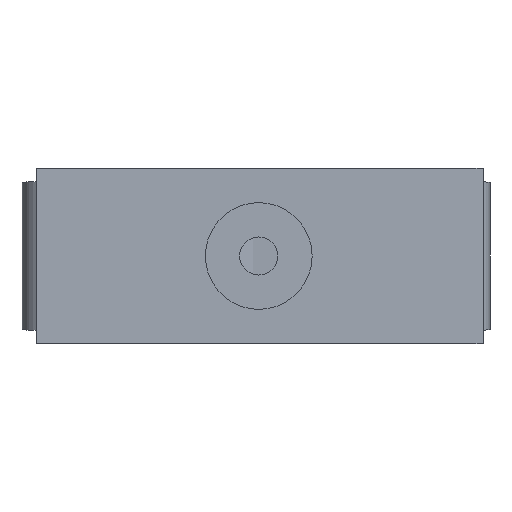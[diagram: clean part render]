
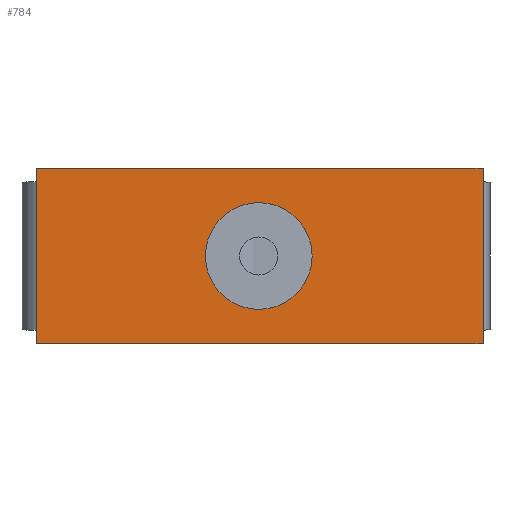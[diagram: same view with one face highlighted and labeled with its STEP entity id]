
A CAD part, front view. The second image highlights one B-rep face of the part: STEP entity #784.
In plain terms, the highlighted planar face has unit normal (0, -1, 0).
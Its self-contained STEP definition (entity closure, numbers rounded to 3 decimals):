
#140=CARTESIAN_POINT('',(7.,-43.8,0.));
#141=VERTEX_POINT('',#140);
#142=CARTESIAN_POINT('',(0.,-43.8,0.0));
#143=DIRECTION('',(0.0,1.0,0.0));
#144=DIRECTION('',(-1.0,0.0,0.0));
#145=AXIS2_PLACEMENT_3D('',#142,#143,#144);
#146=CIRCLE('',#145,7.);
#147=EDGE_CURVE('',#141,#141,#146,.T.);
#725=CARTESIAN_POINT('',(-29.185,-43.8,11.5));
#726=VERTEX_POINT('',#725);
#734=CARTESIAN_POINT('',(-29.185,-43.8,-11.5));
#735=VERTEX_POINT('',#734);
#742=CARTESIAN_POINT('',(-29.185,-43.8,11.5));
#743=DIRECTION('',(0.0,0.0,-1.0));
#744=VECTOR('',#743,23.);
#745=LINE('',#742,#744);
#746=EDGE_CURVE('',#726,#735,#745,.T.);
#751=CARTESIAN_POINT('',(29.415,-43.8,0.0));
#752=DIRECTION('',(0.0,-1.0,0.0));
#753=DIRECTION('',(0.0,0.0,-1.0));
#754=AXIS2_PLACEMENT_3D('',#751,#752,#753);
#755=PLANE('',#754);
#756=CARTESIAN_POINT('',(29.415,-43.8,11.5));
#757=VERTEX_POINT('',#756);
#758=CARTESIAN_POINT('',(29.415,-43.8,11.5));
#759=DIRECTION('',(-1.0,0.0,0.0));
#760=VECTOR('',#759,58.6);
#761=LINE('',#758,#760);
#762=EDGE_CURVE('',#757,#726,#761,.T.);
#763=ORIENTED_EDGE('',*,*,#762,.T.);
#764=ORIENTED_EDGE('',*,*,#746,.T.);
#765=CARTESIAN_POINT('',(29.415,-43.8,-11.5));
#766=VERTEX_POINT('',#765);
#767=CARTESIAN_POINT('',(-29.185,-43.8,-11.5));
#768=DIRECTION('',(1.0,0.0,0.0));
#769=VECTOR('',#768,58.6);
#770=LINE('',#767,#769);
#771=EDGE_CURVE('',#735,#766,#770,.T.);
#772=ORIENTED_EDGE('',*,*,#771,.T.);
#773=CARTESIAN_POINT('',(29.415,-43.8,11.5));
#774=DIRECTION('',(0.0,0.0,-1.0));
#775=VECTOR('',#774,23.);
#776=LINE('',#773,#775);
#777=EDGE_CURVE('',#757,#766,#776,.T.);
#778=ORIENTED_EDGE('',*,*,#777,.F.);
#779=EDGE_LOOP('',(#763,#764,#772,#778));
#780=FACE_OUTER_BOUND('',#779,.T.);
#781=ORIENTED_EDGE('',*,*,#147,.T.);
#782=EDGE_LOOP('',(#781));
#783=FACE_BOUND('',#782,.T.);
#784=ADVANCED_FACE('',(#780,#783),#755,.T.);
